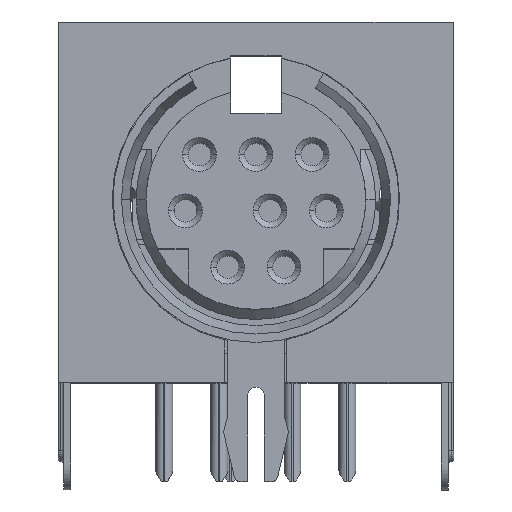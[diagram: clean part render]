
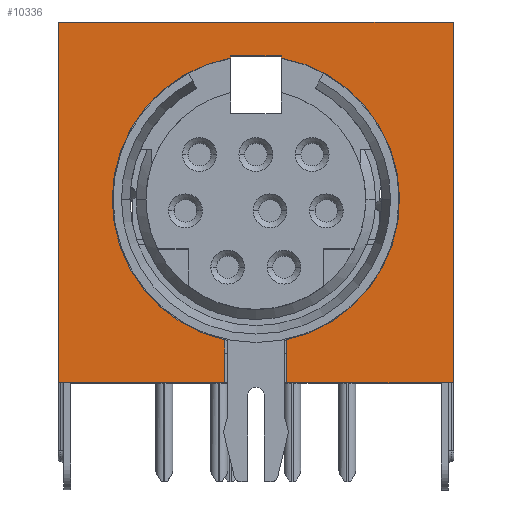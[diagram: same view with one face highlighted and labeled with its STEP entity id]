
A CAD part, top view. The second image highlights one B-rep face of the part: STEP entity #10336.
In plain terms, the highlighted planar face has unit normal (0, 0, 1).
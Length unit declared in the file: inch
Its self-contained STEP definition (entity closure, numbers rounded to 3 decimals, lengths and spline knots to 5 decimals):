
#223 = CARTESIAN_POINT ( 'NONE',  ( 0.55118, 0.50394, 0. ) ) ;
#335 = CARTESIAN_POINT ( 'NONE',  ( 0.24016, 0.45669, 0. ) ) ;
#378 = CARTESIAN_POINT ( 'NONE',  ( 0.27559, 0.25197, 0. ) ) ;
#414 = VERTEX_POINT ( 'NONE', #13966 ) ;
#515 = DIRECTION ( 'NONE',  ( -1., 0., 0. ) ) ;
#829 = DIRECTION ( 'NONE',  ( 0., 0., -1. ) ) ;
#900 = LINE ( 'NONE', #15082, #7048 ) ;
#1556 = DIRECTION ( 'NONE',  ( 0., 1., 0. ) ) ;
#1559 = PLANE ( 'NONE',  #16621 ) ;
#1690 = ORIENTED_EDGE ( 'NONE', *, *, #7499, .F. ) ;
#1899 = CARTESIAN_POINT ( 'NONE',  ( 0.31102, 0.45669, 0. ) ) ;
#1927 = CARTESIAN_POINT ( 'NONE',  ( 0.55118, 0.50394, 0. ) ) ;
#2043 = VERTEX_POINT ( 'NONE', #223 ) ;
#2124 = ORIENTED_EDGE ( 'NONE', *, *, #10634, .T. ) ;
#2176 = DIRECTION ( 'NONE',  ( 0., -1., 0. ) ) ;
#2697 = EDGE_CURVE ( 'NONE', #18118, #16634, #8149, .T. ) ;
#2716 = VECTOR ( 'NONE', #515, 39.37008 ) ;
#2878 = VECTOR ( 'NONE', #14027, 39.37008 ) ;
#3024 = DIRECTION ( 'NONE',  ( -0.216, -0.976, 0. ) ) ;
#3413 = EDGE_CURVE ( 'NONE', #6922, #414, #8288, .T. ) ;
#3610 = ORIENTED_EDGE ( 'NONE', *, *, #15320, .T. ) ;
#3823 = CARTESIAN_POINT ( 'NONE',  ( 0.55118, 0., 0. ) ) ;
#4639 = LINE ( 'NONE', #17014, #13609 ) ;
#4734 = DIRECTION ( 'NONE',  ( 0., -1., 0. ) ) ;
#5009 = ORIENTED_EDGE ( 'NONE', *, *, #17863, .F. ) ;
#5117 = DIRECTION ( 'NONE',  ( 1., 0., 0. ) ) ;
#5207 = AXIS2_PLACEMENT_3D ( 'NONE', #15678, #13150, #3024 ) ;
#5317 = ORIENTED_EDGE ( 'NONE', *, *, #15608, .T. ) ;
#5329 = VECTOR ( 'NONE', #10286, 39.37008 ) ;
#5938 = VECTOR ( 'NONE', #17828, 39.37008 ) ;
#5963 = DIRECTION ( 'NONE',  ( -0.216, -0.976, 0. ) ) ;
#6325 = VECTOR ( 'NONE', #5117, 39.37008 ) ;
#6328 = ORIENTED_EDGE ( 'NONE', *, *, #14281, .T. ) ;
#6429 = EDGE_CURVE ( 'NONE', #2043, #6922, #12887, .T. ) ;
#6437 = ORIENTED_EDGE ( 'NONE', *, *, #11580, .T. ) ;
#6718 = ORIENTED_EDGE ( 'NONE', *, *, #2697, .T. ) ;
#6922 = VERTEX_POINT ( 'NONE', #3823 ) ;
#7048 = VECTOR ( 'NONE', #2176, 39.37008 ) ;
#7253 = DIRECTION ( 'NONE',  ( 0., 0., -1. ) ) ;
#7278 = EDGE_CURVE ( 'NONE', #10206, #9164, #4639, .T. ) ;
#7311 = CARTESIAN_POINT ( 'NONE',  ( 0.31102, 0.35433, 0. ) ) ;
#7483 = CARTESIAN_POINT ( 'NONE',  ( 0.55118, 0., 0. ) ) ;
#7499 = EDGE_CURVE ( 'NONE', #9542, #2043, #18039, .T. ) ;
#8123 = CIRCLE ( 'NONE', #14316, 0.20079 ) ;
#8149 = CIRCLE ( 'NONE', #12267, 0.20079 ) ;
#8288 = LINE ( 'NONE', #15774, #2878 ) ;
#8520 = VERTEX_POINT ( 'NONE', #18105 ) ;
#9164 = VERTEX_POINT ( 'NONE', #17795 ) ;
#9249 = VERTEX_POINT ( 'NONE', #1899 ) ;
#9542 = VERTEX_POINT ( 'NONE', #10542 ) ;
#9553 = CARTESIAN_POINT ( 'NONE',  ( 0.24016, 0.31398, 0. ) ) ;
#10206 = VERTEX_POINT ( 'NONE', #12782 ) ;
#10286 = DIRECTION ( 'NONE',  ( 0., -1., 0. ) ) ;
#10336 = ADVANCED_FACE ( 'NONE', ( #14174 ), #1559, .T. ) ;
#10542 = CARTESIAN_POINT ( 'NONE',  ( 0., 0.50394, 0. ) ) ;
#10634 = EDGE_CURVE ( 'NONE', #9164, #18118, #8123, .T. ) ;
#11189 = VECTOR ( 'NONE', #4734, 39.37008 ) ;
#11230 = VECTOR ( 'NONE', #15150, 39.37008 ) ;
#11350 = LINE ( 'NONE', #7483, #2716 ) ;
#11580 = EDGE_CURVE ( 'NONE', #13409, #8520, #13768, .T. ) ;
#11631 = DIRECTION ( 'NONE',  ( 0., 1., 0. ) ) ;
#12096 = ORIENTED_EDGE ( 'NONE', *, *, #17980, .T. ) ;
#12267 = AXIS2_PLACEMENT_3D ( 'NONE', #13438, #829, #16047 ) ;
#12487 = ORIENTED_EDGE ( 'NONE', *, *, #7278, .T. ) ;
#12689 = CARTESIAN_POINT ( 'NONE',  ( 0., 0., 0. ) ) ;
#12782 = CARTESIAN_POINT ( 'NONE',  ( 0.23228, 0., 0. ) ) ;
#12887 = LINE ( 'NONE', #1927, #5329 ) ;
#12962 = DIRECTION ( 'NONE',  ( 0., 0., 1. ) ) ;
#12967 = CARTESIAN_POINT ( 'NONE',  ( 0.27559, 0.25591, 0. ) ) ;
#13101 = VECTOR ( 'NONE', #1556, 39.37008 ) ;
#13150 = DIRECTION ( 'NONE',  ( 0., 0., -1. ) ) ;
#13213 = LINE ( 'NONE', #7311, #11189 ) ;
#13409 = VERTEX_POINT ( 'NONE', #15259 ) ;
#13438 = CARTESIAN_POINT ( 'NONE',  ( 0.27559, 0.25591, 0. ) ) ;
#13461 = VERTEX_POINT ( 'NONE', #16918 ) ;
#13573 = CARTESIAN_POINT ( 'NONE',  ( 0., 0.50394, 0. ) ) ;
#13609 = VECTOR ( 'NONE', #11631, 39.37008 ) ;
#13657 = EDGE_CURVE ( 'NONE', #10206, #13461, #11350, .T. ) ;
#13768 = CIRCLE ( 'NONE', #5207, 0.20079 ) ;
#13878 = CARTESIAN_POINT ( 'NONE',  ( 0.25787, 0.45669, 0. ) ) ;
#13966 = CARTESIAN_POINT ( 'NONE',  ( 0.3189, 0., 0. ) ) ;
#14027 = DIRECTION ( 'NONE',  ( -1., 0., 0. ) ) ;
#14082 = LINE ( 'NONE', #12689, #13101 ) ;
#14174 = FACE_OUTER_BOUND ( 'NONE', #15498, .T. ) ;
#14281 = EDGE_CURVE ( 'NONE', #16634, #17213, #15036, .T. ) ;
#14316 = AXIS2_PLACEMENT_3D ( 'NONE', #12967, #7253, #5963 ) ;
#14361 = DIRECTION ( 'NONE',  ( 1., 0., 0. ) ) ;
#15001 = LINE ( 'NONE', #13878, #6325 ) ;
#15036 = LINE ( 'NONE', #9553, #5938 ) ;
#15082 = CARTESIAN_POINT ( 'NONE',  ( 0.3189, 0.15591, 0. ) ) ;
#15085 = ORIENTED_EDGE ( 'NONE', *, *, #13657, .F. ) ;
#15150 = DIRECTION ( 'NONE',  ( 1., 0., 0. ) ) ;
#15259 = CARTESIAN_POINT ( 'NONE',  ( 0.31102, 0.45354, 0. ) ) ;
#15320 = EDGE_CURVE ( 'NONE', #8520, #414, #900, .T. ) ;
#15498 = EDGE_LOOP ( 'NONE', ( #5317, #6437, #3610, #16967, #16688, #1690, #5009, #15085, #12487, #2124, #6718, #6328, #12096 ) ) ;
#15608 = EDGE_CURVE ( 'NONE', #9249, #13409, #13213, .T. ) ;
#15642 = CARTESIAN_POINT ( 'NONE',  ( 0.24016, 0.45354, 0. ) ) ;
#15678 = CARTESIAN_POINT ( 'NONE',  ( 0.27559, 0.25591, 0. ) ) ;
#15774 = CARTESIAN_POINT ( 'NONE',  ( 0.55118, 0., 0. ) ) ;
#16047 = DIRECTION ( 'NONE',  ( -0.216, -0.976, 0. ) ) ;
#16621 = AXIS2_PLACEMENT_3D ( 'NONE', #378, #12962, #14361 ) ;
#16634 = VERTEX_POINT ( 'NONE', #15642 ) ;
#16688 = ORIENTED_EDGE ( 'NONE', *, *, #6429, .F. ) ;
#16841 = CARTESIAN_POINT ( 'NONE',  ( 0.0748, 0.25591, 0. ) ) ;
#16918 = CARTESIAN_POINT ( 'NONE',  ( 0., 0., 0. ) ) ;
#16967 = ORIENTED_EDGE ( 'NONE', *, *, #3413, .F. ) ;
#17014 = CARTESIAN_POINT ( 'NONE',  ( 0.23228, 0.12598, 0. ) ) ;
#17213 = VERTEX_POINT ( 'NONE', #335 ) ;
#17795 = CARTESIAN_POINT ( 'NONE',  ( 0.23228, 0.05984, 0. ) ) ;
#17828 = DIRECTION ( 'NONE',  ( 0., 1., 0. ) ) ;
#17863 = EDGE_CURVE ( 'NONE', #13461, #9542, #14082, .T. ) ;
#17980 = EDGE_CURVE ( 'NONE', #17213, #9249, #15001, .T. ) ;
#18039 = LINE ( 'NONE', #13573, #11230 ) ;
#18105 = CARTESIAN_POINT ( 'NONE',  ( 0.3189, 0.05984, 0. ) ) ;
#18118 = VERTEX_POINT ( 'NONE', #16841 ) ;
